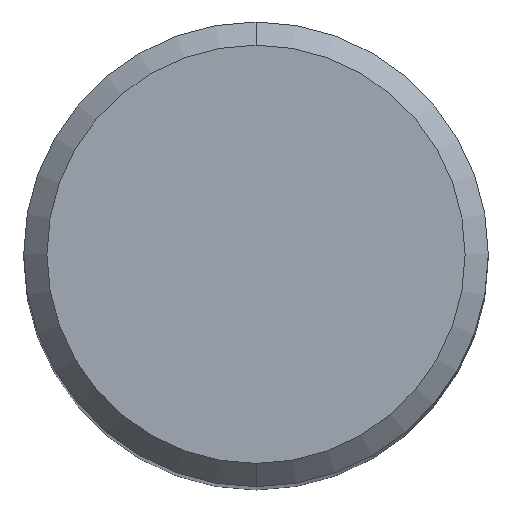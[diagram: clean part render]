
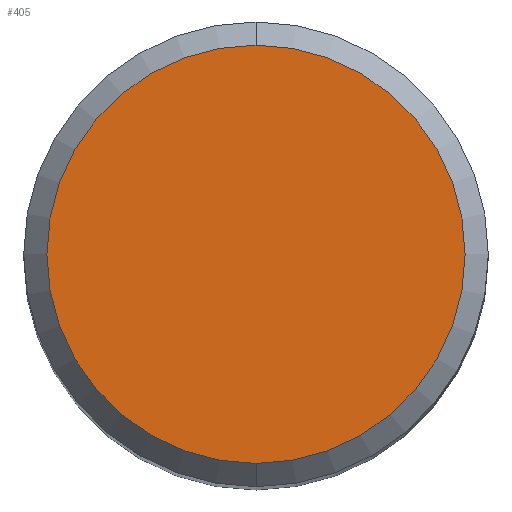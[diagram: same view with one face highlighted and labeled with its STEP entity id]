
A CAD part, top view. The second image highlights one B-rep face of the part: STEP entity #405.
In plain terms, the highlighted planar face has unit normal (0, 0, 1).
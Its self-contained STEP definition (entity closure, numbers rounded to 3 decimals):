
#251=EDGE_CURVE('',#359,#307,#549,.T.);
#287=EDGE_CURVE('',#307,#359,#592,.T.);
#307=VERTEX_POINT('',#614);
#359=VERTEX_POINT('',#672);
#405=ADVANCED_FACE('',(#723),#724,.T.);
#549=CIRCLE('',#970,4.5);
#592=CIRCLE('',#1073,4.5);
#614=CARTESIAN_POINT('',(0.,-4.5,0.0));
#672=CARTESIAN_POINT('',(0.0,4.5,0.0));
#723=FACE_OUTER_BOUND('',#1330,.T.);
#724=PLANE('',#1331);
#970=AXIS2_PLACEMENT_3D('',#1493,#1494,#1495);
#1073=AXIS2_PLACEMENT_3D('',#1571,#1572,#1573);
#1330=EDGE_LOOP('',(#1732,#1733));
#1331=AXIS2_PLACEMENT_3D('',#1734,#1735,#1736);
#1493=CARTESIAN_POINT('',(0.0,0.0,0.0));
#1494=DIRECTION('',(0.0,0.0,-1.0));
#1495=DIRECTION('',(0.0,1.0,0.0));
#1571=CARTESIAN_POINT('',(0.0,0.0,0.0));
#1572=DIRECTION('',(0.0,0.0,-1.0));
#1573=DIRECTION('',(0.0,1.0,0.0));
#1732=ORIENTED_EDGE('',*,*,#251,.F.);
#1733=ORIENTED_EDGE('',*,*,#287,.F.);
#1734=CARTESIAN_POINT('',(0.0,2.25,0.0));
#1735=DIRECTION('',(-0.0,0.0,1.0));
#1736=DIRECTION('',(0.0,-1.0,0.0));
